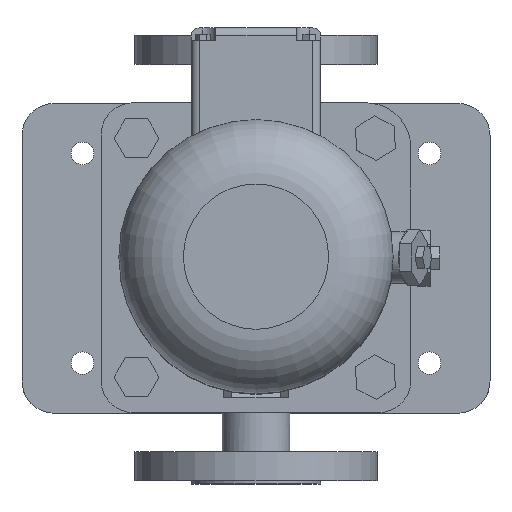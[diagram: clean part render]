
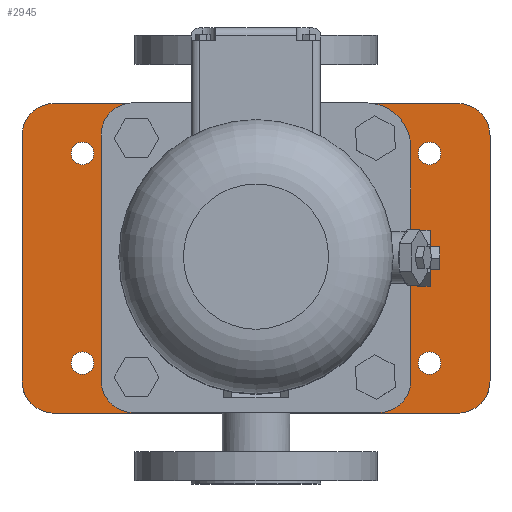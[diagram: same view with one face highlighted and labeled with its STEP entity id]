
A CAD part, top view. The second image highlights one B-rep face of the part: STEP entity #2945.
In plain terms, the highlighted planar face has unit normal (0, 0, 1).
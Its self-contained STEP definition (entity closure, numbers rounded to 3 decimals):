
#2945=ADVANCED_FACE('',(#6826,#6828,#6830,#6832,#6834,#6836,#6838,#6840,#6842,#6844),
#6846,.T.);
#6826=FACE_BOUND('',#6827,.T.);
#6827=EDGE_LOOP('',(#10084,#10085,#10086,#10087,#10088,#10089,#10090,#10091));
#6828=FACE_BOUND('',#6829,.T.);
#6829=EDGE_LOOP('',(#10092));
#6830=FACE_BOUND('',#6831,.T.);
#6831=EDGE_LOOP('',(#10093));
#6832=FACE_BOUND('',#6833,.T.);
#6833=EDGE_LOOP('',(#10094));
#6834=FACE_BOUND('',#6835,.T.);
#6835=EDGE_LOOP('',(#10095));
#6836=FACE_BOUND('',#6837,.T.);
#6837=EDGE_LOOP('',(#10096));
#6838=FACE_BOUND('',#6839,.T.);
#6839=EDGE_LOOP('',(#10097));
#6840=FACE_BOUND('',#6841,.T.);
#6841=EDGE_LOOP('',(#10098));
#6842=FACE_BOUND('',#6843,.T.);
#6843=EDGE_LOOP('',(#10099));
#6844=FACE_BOUND('',#6845,.T.);
#6845=EDGE_LOOP('',(#10100));
#6846=PLANE('',#6847);
#6847=AXIS2_PLACEMENT_3D('',#6848,#6849,#6850);
#6848=CARTESIAN_POINT('',(0.,0.,20.));
#6849=DIRECTION('',(0.,0.,1.));
#6850=DIRECTION('',(-1.,0.,0.));
#10084=ORIENTED_EDGE('',*,*,#11839,.T.);
#10085=ORIENTED_EDGE('',*,*,#11840,.T.);
#10086=ORIENTED_EDGE('',*,*,#11841,.T.);
#10087=ORIENTED_EDGE('',*,*,#11842,.T.);
#10088=ORIENTED_EDGE('',*,*,#11843,.T.);
#10089=ORIENTED_EDGE('',*,*,#11844,.T.);
#10090=ORIENTED_EDGE('',*,*,#11845,.T.);
#10091=ORIENTED_EDGE('',*,*,#11846,.T.);
#10092=ORIENTED_EDGE('',*,*,#11740,.F.);
#10093=ORIENTED_EDGE('',*,*,#11828,.F.);
#10094=ORIENTED_EDGE('',*,*,#11829,.F.);
#10095=ORIENTED_EDGE('',*,*,#11830,.F.);
#10096=ORIENTED_EDGE('',*,*,#11831,.F.);
#10097=ORIENTED_EDGE('',*,*,#11847,.T.);
#10098=ORIENTED_EDGE('',*,*,#11848,.T.);
#10099=ORIENTED_EDGE('',*,*,#11849,.T.);
#10100=ORIENTED_EDGE('',*,*,#11850,.T.);
#11740=EDGE_CURVE('',#13743,#13743,#13744,.T.);
#11828=EDGE_CURVE('',#13919,#13919,#13920,.T.);
#11829=EDGE_CURVE('',#13921,#13921,#13922,.T.);
#11830=EDGE_CURVE('',#13923,#13923,#13924,.T.);
#11831=EDGE_CURVE('',#13925,#13925,#13926,.T.);
#11839=EDGE_CURVE('',#13941,#13942,#13943,.T.);
#11840=EDGE_CURVE('',#13942,#13944,#13945,.T.);
#11841=EDGE_CURVE('',#13944,#13946,#13947,.T.);
#11842=EDGE_CURVE('',#13946,#13948,#13949,.T.);
#11843=EDGE_CURVE('',#13948,#13950,#13951,.T.);
#11844=EDGE_CURVE('',#13950,#13952,#13953,.T.);
#11845=EDGE_CURVE('',#13952,#13954,#13955,.T.);
#11846=EDGE_CURVE('',#13954,#13941,#13956,.T.);
#11847=EDGE_CURVE('',#13957,#13957,#13958,.F.);
#11848=EDGE_CURVE('',#13959,#13959,#13960,.F.);
#11849=EDGE_CURVE('',#13961,#13961,#13962,.F.);
#11850=EDGE_CURVE('',#13963,#13963,#13964,.F.);
#13743=VERTEX_POINT('',#18325);
#13744=CIRCLE('',#18326,77.5);
#13919=VERTEX_POINT('',#19554);
#13920=CIRCLE('',#19555,7.);
#13921=VERTEX_POINT('',#19559);
#13922=CIRCLE('',#19560,7.);
#13923=VERTEX_POINT('',#19564);
#13924=CIRCLE('',#19565,7.);
#13925=VERTEX_POINT('',#19569);
#13926=CIRCLE('',#19570,7.);
#13941=VERTEX_POINT('',#19603);
#13942=VERTEX_POINT('',#19604);
#13943=CIRCLE('',#19605,20.);
#13944=VERTEX_POINT('',#19609);
#13945=LINE('',#19610,#19611);
#13946=VERTEX_POINT('',#19613);
#13947=CIRCLE('',#19614,20.);
#13948=VERTEX_POINT('',#19618);
#13949=LINE('',#19619,#19620);
#13950=VERTEX_POINT('',#19622);
#13951=CIRCLE('',#19623,20.);
#13952=VERTEX_POINT('',#19627);
#13953=LINE('',#19628,#19629);
#13954=VERTEX_POINT('',#19631);
#13955=CIRCLE('',#19632,20.);
#13956=LINE('',#19636,#19637);
#13957=VERTEX_POINT('',#19639);
#13958=CIRCLE('',#19640,7.);
#13959=VERTEX_POINT('',#19644);
#13960=CIRCLE('',#19645,7.);
#13961=VERTEX_POINT('',#19649);
#13962=CIRCLE('',#19650,7.);
#13963=VERTEX_POINT('',#19654);
#13964=CIRCLE('',#19655,7.);
#18325=CARTESIAN_POINT('',(0.,77.5,20.));
#18326=AXIS2_PLACEMENT_3D('',#18327,#18328,#18329);
#18327=CARTESIAN_POINT('',(0.,0.,20.));
#18328=DIRECTION('',(0.,0.,1.));
#18329=DIRECTION('',(0.,1.,0.));
#19554=CARTESIAN_POINT('',(-74.246,-67.246,20.));
#19555=AXIS2_PLACEMENT_3D('',#19556,#19557,#19558);
#19556=CARTESIAN_POINT('',(-74.246,-74.246,20.));
#19557=DIRECTION('',(0.,0.,1.));
#19558=DIRECTION('',(0.,1.,0.));
#19559=CARTESIAN_POINT('',(74.246,-67.246,20.));
#19560=AXIS2_PLACEMENT_3D('',#19561,#19562,#19563);
#19561=CARTESIAN_POINT('',(74.246,-74.246,20.));
#19562=DIRECTION('',(0.,0.,1.));
#19563=DIRECTION('',(0.,1.,0.));
#19564=CARTESIAN_POINT('',(74.246,81.246,20.));
#19565=AXIS2_PLACEMENT_3D('',#19566,#19567,#19568);
#19566=CARTESIAN_POINT('',(74.246,74.246,20.));
#19567=DIRECTION('',(0.,0.,1.));
#19568=DIRECTION('',(0.,1.,0.));
#19569=CARTESIAN_POINT('',(-74.246,81.246,20.));
#19570=AXIS2_PLACEMENT_3D('',#19571,#19572,#19573);
#19571=CARTESIAN_POINT('',(-74.246,74.246,20.));
#19572=DIRECTION('',(0.,0.,1.));
#19573=DIRECTION('',(0.,1.,0.));
#19603=CARTESIAN_POINT('',(-145.,-76.,20.));
#19604=CARTESIAN_POINT('',(-125.,-96.,20.));
#19605=AXIS2_PLACEMENT_3D('',#19606,#19607,#19608);
#19606=CARTESIAN_POINT('',(-125.,-76.,20.));
#19607=DIRECTION('',(0.,0.,1.));
#19608=DIRECTION('',(-1.,0.,0.));
#19609=CARTESIAN_POINT('',(125.,-96.,20.));
#19610=CARTESIAN_POINT('',(-125.,-96.,20.));
#19611=VECTOR('',#19612,1.);
#19612=DIRECTION('',(1.,0.,0.));
#19613=CARTESIAN_POINT('',(145.,-76.,20.));
#19614=AXIS2_PLACEMENT_3D('',#19615,#19616,#19617);
#19615=CARTESIAN_POINT('',(125.,-76.,20.));
#19616=DIRECTION('',(0.,0.,1.));
#19617=DIRECTION('',(0.,-1.,0.));
#19618=CARTESIAN_POINT('',(145.,76.,20.));
#19619=CARTESIAN_POINT('',(145.,-76.,20.));
#19620=VECTOR('',#19621,1.);
#19621=DIRECTION('',(0.,1.,0.));
#19622=CARTESIAN_POINT('',(125.,96.,20.));
#19623=AXIS2_PLACEMENT_3D('',#19624,#19625,#19626);
#19624=CARTESIAN_POINT('',(125.,76.,20.));
#19625=DIRECTION('',(0.,0.,1.));
#19626=DIRECTION('',(1.,0.,0.));
#19627=CARTESIAN_POINT('',(-125.,96.,20.));
#19628=CARTESIAN_POINT('',(125.,96.,20.));
#19629=VECTOR('',#19630,1.);
#19630=DIRECTION('',(-1.,0.,0.));
#19631=CARTESIAN_POINT('',(-145.,76.,20.));
#19632=AXIS2_PLACEMENT_3D('',#19633,#19634,#19635);
#19633=CARTESIAN_POINT('',(-125.,76.,20.));
#19634=DIRECTION('',(0.,0.,1.));
#19635=DIRECTION('',(0.,1.,0.));
#19636=CARTESIAN_POINT('',(-145.,76.,20.));
#19637=VECTOR('',#19638,1.);
#19638=DIRECTION('',(0.,-1.,0.));
#19639=CARTESIAN_POINT('',(-114.5,65.,20.));
#19640=AXIS2_PLACEMENT_3D('',#19641,#19642,#19643);
#19641=CARTESIAN_POINT('',(-107.5,65.,20.));
#19642=DIRECTION('',(0.,0.,1.));
#19643=DIRECTION('',(-1.,0.,0.));
#19644=CARTESIAN_POINT('',(100.5,65.,20.));
#19645=AXIS2_PLACEMENT_3D('',#19646,#19647,#19648);
#19646=CARTESIAN_POINT('',(107.5,65.,20.));
#19647=DIRECTION('',(0.,0.,1.));
#19648=DIRECTION('',(-1.,0.,0.));
#19649=CARTESIAN_POINT('',(-114.5,-65.,20.));
#19650=AXIS2_PLACEMENT_3D('',#19651,#19652,#19653);
#19651=CARTESIAN_POINT('',(-107.5,-65.,20.));
#19652=DIRECTION('',(0.,0.,1.));
#19653=DIRECTION('',(-1.,0.,0.));
#19654=CARTESIAN_POINT('',(100.5,-65.,20.));
#19655=AXIS2_PLACEMENT_3D('',#19656,#19657,#19658);
#19656=CARTESIAN_POINT('',(107.5,-65.,20.));
#19657=DIRECTION('',(0.,0.,1.));
#19658=DIRECTION('',(-1.,0.,0.));
